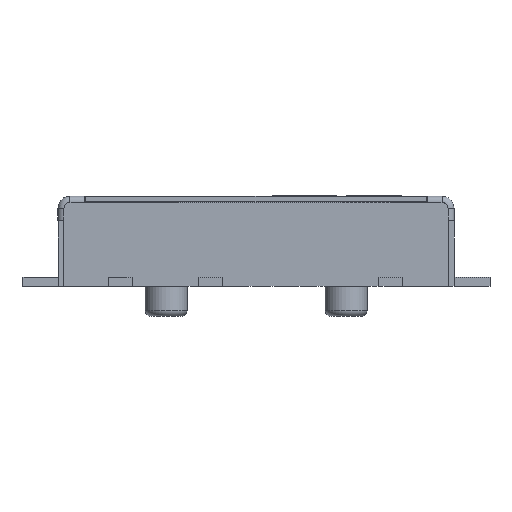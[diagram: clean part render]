
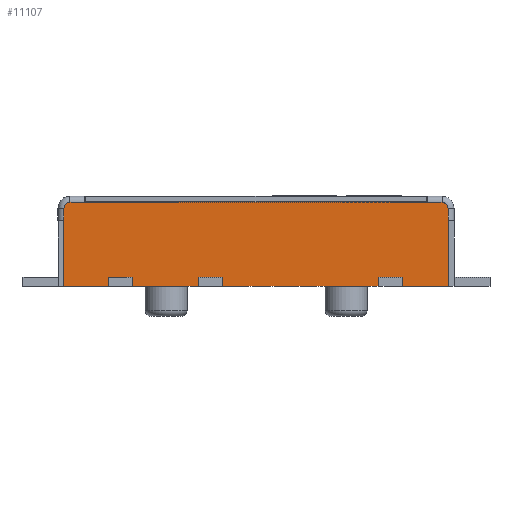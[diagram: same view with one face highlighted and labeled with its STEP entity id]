
A CAD part, front view. The second image highlights one B-rep face of the part: STEP entity #11107.
In plain terms, the highlighted planar face has unit normal (0, -1, 0).
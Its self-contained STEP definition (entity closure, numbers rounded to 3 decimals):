
#193 = CARTESIAN_POINT ( 'NONE',  ( -2.85, -1.35, 1.4 ) ) ;
#293 = DIRECTION ( 'NONE',  ( 0., 0., 1. ) ) ;
#313 = CARTESIAN_POINT ( 'NONE',  ( -3.2, -1.35, 0. ) ) ;
#361 = LINE ( 'NONE', #12315, #15217 ) ;
#399 = CARTESIAN_POINT ( 'NONE',  ( 3.2, -1.35, 1.1 ) ) ;
#992 = VERTEX_POINT ( 'NONE', #5446 ) ;
#1385 = ORIENTED_EDGE ( 'NONE', *, *, #12725, .F. ) ;
#1607 = DIRECTION ( 'NONE',  ( 0., 0., 1. ) ) ;
#1679 = AXIS2_PLACEMENT_3D ( 'NONE', #18333, #18712, #5197 ) ;
#1924 = EDGE_CURVE ( 'NONE', #17624, #7560, #15101, .T. ) ;
#1987 = CARTESIAN_POINT ( 'NONE',  ( 3.2, -1.35, 1.5 ) ) ;
#2017 = EDGE_CURVE ( 'NONE', #16739, #9556, #13233, .T. ) ;
#2061 = EDGE_CURVE ( 'NONE', #16523, #6621, #13899, .T. ) ;
#2244 = CARTESIAN_POINT ( 'NONE',  ( -3.3, -1.35, 0. ) ) ;
#2650 = CARTESIAN_POINT ( 'NONE',  ( -3.2, -1.35, 1.3 ) ) ;
#2774 = ORIENTED_EDGE ( 'NONE', *, *, #1924, .T. ) ;
#2788 = DIRECTION ( 'NONE',  ( 0., 1., 0. ) ) ;
#2855 = EDGE_CURVE ( 'NONE', #6775, #19200, #11502, .T. ) ;
#3457 = EDGE_LOOP ( 'NONE', ( #6125, #2774, #1385, #9395, #14806, #5979, #14837, #13702, #9287, #3936 ) ) ;
#3716 = VERTEX_POINT ( 'NONE', #399 ) ;
#3742 = DIRECTION ( 'NONE',  ( 0., 0., 1. ) ) ;
#3936 = ORIENTED_EDGE ( 'NONE', *, *, #6340, .T. ) ;
#4070 = EDGE_CURVE ( 'NONE', #16739, #19200, #6854, .T. ) ;
#4124 = DIRECTION ( 'NONE',  ( -1., 0., 0. ) ) ;
#4721 = DIRECTION ( 'NONE',  ( 0., 1., 0. ) ) ;
#5138 = VECTOR ( 'NONE', #18855, 1000. ) ;
#5197 = DIRECTION ( 'NONE',  ( 0., 0., 1. ) ) ;
#5446 = CARTESIAN_POINT ( 'NONE',  ( -3.1, -1.35, 1.4 ) ) ;
#5882 = AXIS2_PLACEMENT_3D ( 'NONE', #16221, #2788, #1607 ) ;
#5979 = ORIENTED_EDGE ( 'NONE', *, *, #16535, .T. ) ;
#5987 = EDGE_CURVE ( 'NONE', #6621, #3716, #13901, .T. ) ;
#6125 = ORIENTED_EDGE ( 'NONE', *, *, #11478, .F. ) ;
#6167 = DIRECTION ( 'NONE',  ( 0., 0., -1. ) ) ;
#6271 = CARTESIAN_POINT ( 'NONE',  ( -3.2, -1.35, 1.5 ) ) ;
#6340 = EDGE_CURVE ( 'NONE', #6775, #992, #361, .T. ) ;
#6559 = CARTESIAN_POINT ( 'NONE',  ( 3.2, -1.35, 1.5 ) ) ;
#6621 = VERTEX_POINT ( 'NONE', #12077 ) ;
#6775 = VERTEX_POINT ( 'NONE', #193 ) ;
#6854 = LINE ( 'NONE', #11746, #10312 ) ;
#7560 = VERTEX_POINT ( 'NONE', #11706 ) ;
#7589 = VECTOR ( 'NONE', #11177, 1000. ) ;
#8129 = LINE ( 'NONE', #18539, #15979 ) ;
#9287 = ORIENTED_EDGE ( 'NONE', *, *, #2855, .F. ) ;
#9395 = ORIENTED_EDGE ( 'NONE', *, *, #2061, .T. ) ;
#9556 = VERTEX_POINT ( 'NONE', #17061 ) ;
#9815 = CARTESIAN_POINT ( 'NONE',  ( 2.85, -1.35, 1.4 ) ) ;
#9855 = CARTESIAN_POINT ( 'NONE',  ( -2.85, -1.35, 1.4 ) ) ;
#10312 = VECTOR ( 'NONE', #4124, 1000. ) ;
#10403 = CARTESIAN_POINT ( 'NONE',  ( 3.1, -1.35, 1.4 ) ) ;
#11107 = ADVANCED_FACE ( 'NONE', ( #14838 ), #16410, .F. ) ;
#11177 = DIRECTION ( 'NONE',  ( 1., 0., 0. ) ) ;
#11478 = EDGE_CURVE ( 'NONE', #17624, #992, #11838, .T. ) ;
#11502 = LINE ( 'NONE', #9855, #5138 ) ;
#11706 = CARTESIAN_POINT ( 'NONE',  ( -3.2, -1.35, 1.1 ) ) ;
#11746 = CARTESIAN_POINT ( 'NONE',  ( 2.85, -1.35, 1.4 ) ) ;
#11838 = CIRCLE ( 'NONE', #14334, 0.1 ) ;
#12077 = CARTESIAN_POINT ( 'NONE',  ( 3.2, -1.35, 0. ) ) ;
#12253 = CARTESIAN_POINT ( 'NONE',  ( -3.1, -1.35, 1.3 ) ) ;
#12315 = CARTESIAN_POINT ( 'NONE',  ( -3.3, -1.35, 1.4 ) ) ;
#12725 = EDGE_CURVE ( 'NONE', #16523, #7560, #8129, .T. ) ;
#12980 = VECTOR ( 'NONE', #13386, 1000. ) ;
#13233 = CIRCLE ( 'NONE', #1679, 0.1 ) ;
#13386 = DIRECTION ( 'NONE',  ( 0., 0., 1. ) ) ;
#13684 = DIRECTION ( 'NONE',  ( -1., 0., 0. ) ) ;
#13702 = ORIENTED_EDGE ( 'NONE', *, *, #4070, .T. ) ;
#13899 = LINE ( 'NONE', #2244, #7589 ) ;
#13901 = LINE ( 'NONE', #6559, #17374 ) ;
#14334 = AXIS2_PLACEMENT_3D ( 'NONE', #12253, #4721, #293 ) ;
#14502 = VECTOR ( 'NONE', #6167, 1000. ) ;
#14806 = ORIENTED_EDGE ( 'NONE', *, *, #5987, .T. ) ;
#14837 = ORIENTED_EDGE ( 'NONE', *, *, #2017, .F. ) ;
#14838 = FACE_OUTER_BOUND ( 'NONE', #3457, .T. ) ;
#14876 = LINE ( 'NONE', #1987, #12980 ) ;
#15101 = LINE ( 'NONE', #6271, #14502 ) ;
#15217 = VECTOR ( 'NONE', #13684, 1000. ) ;
#15979 = VECTOR ( 'NONE', #3742, 1000. ) ;
#16221 = CARTESIAN_POINT ( 'NONE',  ( -3.3, -1.35, 1.5 ) ) ;
#16410 = PLANE ( 'NONE',  #5882 ) ;
#16523 = VERTEX_POINT ( 'NONE', #313 ) ;
#16535 = EDGE_CURVE ( 'NONE', #3716, #9556, #14876, .T. ) ;
#16675 = DIRECTION ( 'NONE',  ( 0., 0., 1. ) ) ;
#16739 = VERTEX_POINT ( 'NONE', #10403 ) ;
#17061 = CARTESIAN_POINT ( 'NONE',  ( 3.2, -1.35, 1.3 ) ) ;
#17374 = VECTOR ( 'NONE', #16675, 1000. ) ;
#17624 = VERTEX_POINT ( 'NONE', #2650 ) ;
#18333 = CARTESIAN_POINT ( 'NONE',  ( 3.1, -1.35, 1.3 ) ) ;
#18539 = CARTESIAN_POINT ( 'NONE',  ( -3.2, -1.35, 1.5 ) ) ;
#18712 = DIRECTION ( 'NONE',  ( 0., 1., 0. ) ) ;
#18855 = DIRECTION ( 'NONE',  ( 1., 0., 0. ) ) ;
#19200 = VERTEX_POINT ( 'NONE', #9815 ) ;
